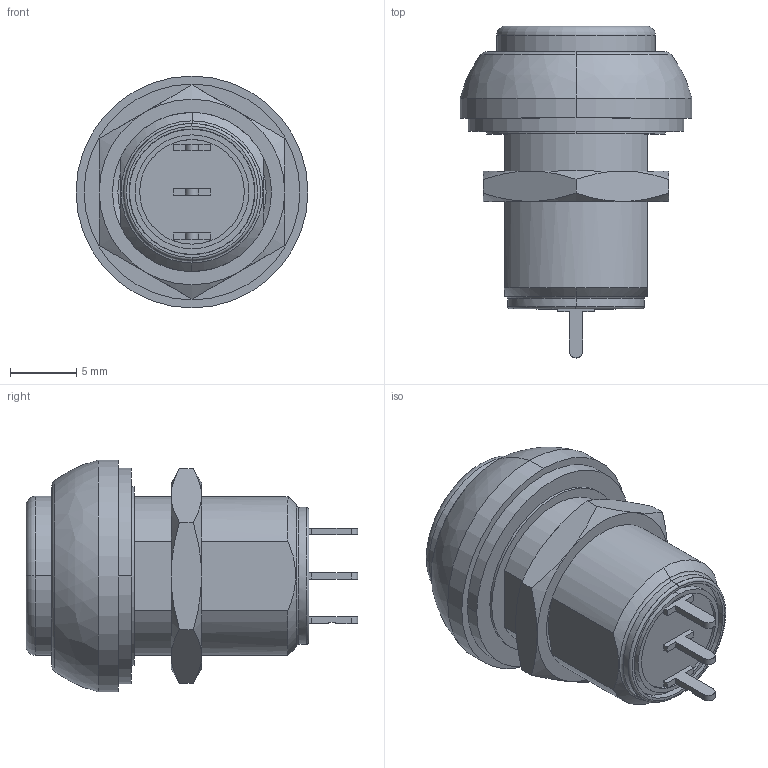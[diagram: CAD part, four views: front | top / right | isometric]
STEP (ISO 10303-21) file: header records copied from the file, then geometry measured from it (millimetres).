
FILE_DESCRIPTION((''),'2;1');
FILE_NAME('IMP7PAD22_SW0001','2012-06-01T',('snouilhan'),(''),'PRO/ENGINEER BY PARAMETRIC TECHNOLOGY CORPORATION, 2011250','PRO/ENGINEER BY PARAMETRIC TECHNOLOGY CORPORATION, 2011250','');
FILE_SCHEMA(('CONFIG_CONTROL_DESIGN'));
Length unit declared in the file: millimetre
Products named in the file (1): IMP7PAD22_SW0001
Bounding box: 17.5 x 25.05 x 17.5 mm (x, y, z)
Volume: 2174.4 mm3; surface area: 3099.3 mm2
Topology: 2 solids, 2 shells, 331 faces, 916 edges, 586 vertices
Faces by surface type: plane 238, cylinder 53, cone 28, torus 8, bspline 4
Entity records: 10978 total; most frequent: CARTESIAN_POINT 2450, ORIENTED_EDGE 1832, DIRECTION 1682, EDGE_CURVE 916, VECTOR 662, LINE 662, VERTEX_POINT 586, AXIS2_PLACEMENT_3D 510
